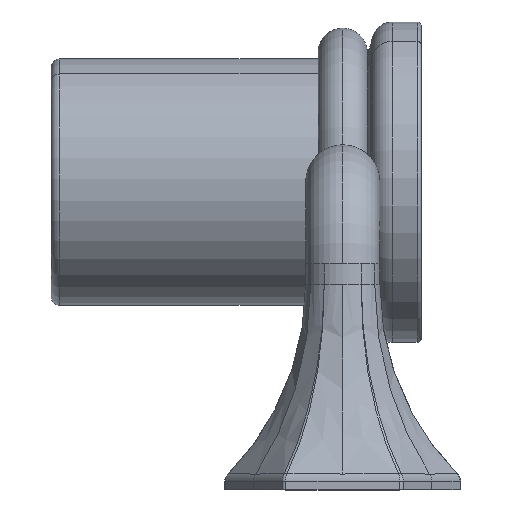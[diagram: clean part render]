
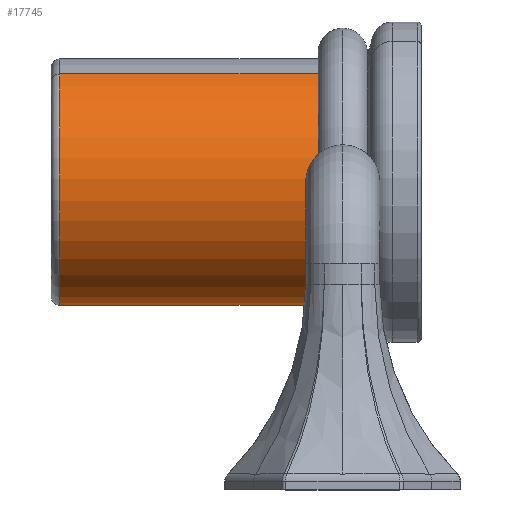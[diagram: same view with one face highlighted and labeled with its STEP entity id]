
A CAD part, top view. The second image highlights one B-rep face of the part: STEP entity #17745.
In plain terms, the highlighted cylindrical face has radius 30 mm (diameter 60 mm), a partial arc.
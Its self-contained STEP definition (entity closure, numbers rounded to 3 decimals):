
#17532=CARTESIAN_POINT('Vertex',(2.091,101.327,-65.617)) ;
#17535=CARTESIAN_POINT('Axis2P3D Location',(2.091,75.,-80.)) ;
#17539=CARTESIAN_POINT('Vertex',(2.091,48.673,-94.383)) ;
#17715=CARTESIAN_POINT('Axis2P3D Location',(-40.909,75.,-80.)) ;
#17720=CARTESIAN_POINT('Line Origine',(-46.909,48.673,-94.383)) ;
#17724=CARTESIAN_POINT('Vertex',(-68.909,48.673,-94.383)) ;
#17727=CARTESIAN_POINT('Line Origine',(-46.909,101.327,-65.617)) ;
#17731=CARTESIAN_POINT('Vertex',(-68.909,101.327,-65.617)) ;
#17734=CARTESIAN_POINT('Axis2P3D Location',(-68.909,75.,-80.)) ;
#17536=DIRECTION('Axis2P3D Direction',(1.,0.,0.)) ;
#17716=DIRECTION('Axis2P3D Direction',(1.,-0.,0.)) ;
#17717=DIRECTION('Axis2P3D XDirection',(0.,-0.878,-0.479)) ;
#17721=DIRECTION('Vector Direction',(1.,0.,0.)) ;
#17728=DIRECTION('Vector Direction',(1.,0.,0.)) ;
#17735=DIRECTION('Axis2P3D Direction',(1.,-0.,0.)) ;
#17537=AXIS2_PLACEMENT_3D('Circle Axis2P3D',#17535,#17536,$) ;
#17718=AXIS2_PLACEMENT_3D('Cylinder Axis2P3D',#17715,#17716,#17717) ;
#17736=AXIS2_PLACEMENT_3D('Circle Axis2P3D',#17734,#17735,$) ;
#17740=ORIENTED_EDGE('',*,*,#17726,.F.) ;
#17741=ORIENTED_EDGE('',*,*,#17541,.T.) ;
#17742=ORIENTED_EDGE('',*,*,#17733,.T.) ;
#17743=ORIENTED_EDGE('',*,*,#17738,.F.) ;
#17722=VECTOR('Line Direction',#17721,1.) ;
#17729=VECTOR('Line Direction',#17728,1.) ;
#17745=ADVANCED_FACE('Standard Part 2017.1\\PartBody',(#17744),#17719,.T.) ;
#17538=CIRCLE('generated circle',#17537,30.) ;
#17737=CIRCLE('generated circle',#17736,30.) ;
#17719=CYLINDRICAL_SURFACE('generated cylinder',#17718,30.) ;
#17541=EDGE_CURVE('',#17540,#17533,#17538,.F.) ;
#17726=EDGE_CURVE('',#17540,#17725,#17723,.F.) ;
#17733=EDGE_CURVE('',#17533,#17732,#17730,.F.) ;
#17738=EDGE_CURVE('',#17725,#17732,#17737,.F.) ;
#17739=EDGE_LOOP('',(#17740,#17741,#17742,#17743)) ;
#17744=FACE_OUTER_BOUND('',#17739,.T.) ;
#17723=LINE('Line',#17720,#17722) ;
#17730=LINE('Line',#17727,#17729) ;
#17533=VERTEX_POINT('',#17532) ;
#17540=VERTEX_POINT('',#17539) ;
#17725=VERTEX_POINT('',#17724) ;
#17732=VERTEX_POINT('',#17731) ;
